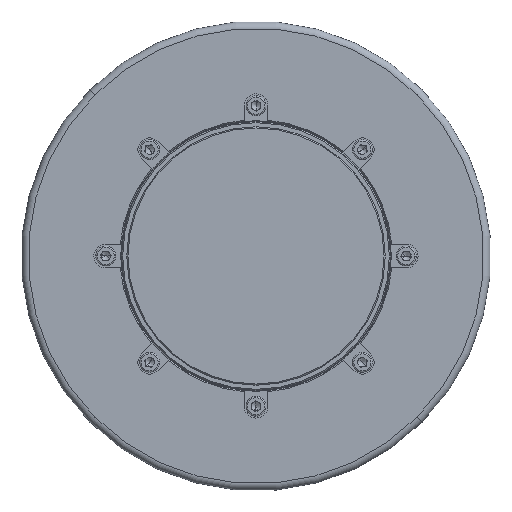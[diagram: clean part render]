
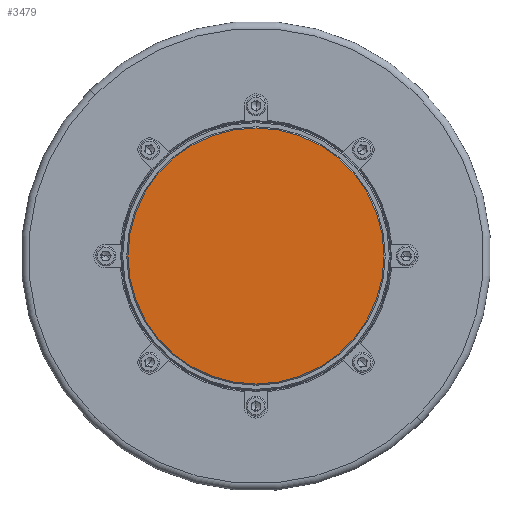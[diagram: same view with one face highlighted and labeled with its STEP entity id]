
A CAD part, left-side view. The second image highlights one B-rep face of the part: STEP entity #3479.
In plain terms, the highlighted planar face has unit normal (-1, 0, 0).
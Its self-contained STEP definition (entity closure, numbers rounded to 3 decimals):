
#697 = EDGE_CURVE ( 'NONE', #6855, #11909, #3852, .T. ) ;
#1104 = DIRECTION ( 'NONE',  ( 1., 0., 0. ) ) ;
#2136 = CARTESIAN_POINT ( 'NONE',  ( 0., 0., 0. ) ) ;
#2774 = AXIS2_PLACEMENT_3D ( 'NONE', #5776, #10517, #8271 ) ;
#3479 = ADVANCED_FACE ( 'NONE', ( #9385 ), #11502, .T. ) ;
#3852 = CIRCLE ( 'NONE', #10665, 54.5 ) ;
#4399 = CARTESIAN_POINT ( 'NONE',  ( 0., 0., -54.5 ) ) ;
#4836 = DIRECTION ( 'NONE',  ( 0., 0., -1. ) ) ;
#5551 = ORIENTED_EDGE ( 'NONE', *, *, #697, .F. ) ;
#5673 = EDGE_LOOP ( 'NONE', ( #10797, #5551 ) ) ;
#5686 = DIRECTION ( 'NONE',  ( -1., 0., 0. ) ) ;
#5776 = CARTESIAN_POINT ( 'NONE',  ( 0., 0., 0. ) ) ;
#6855 = VERTEX_POINT ( 'NONE', #7227 ) ;
#7227 = CARTESIAN_POINT ( 'NONE',  ( 0., 0., 54.5 ) ) ;
#7787 = DIRECTION ( 'NONE',  ( 0., 0., 1. ) ) ;
#8271 = DIRECTION ( 'NONE',  ( 0., 0., -1. ) ) ;
#8331 = AXIS2_PLACEMENT_3D ( 'NONE', #2136, #5686, #7787 ) ;
#9385 = FACE_OUTER_BOUND ( 'NONE', #5673, .T. ) ;
#9448 = EDGE_CURVE ( 'NONE', #11909, #6855, #10182, .T. ) ;
#9452 = CARTESIAN_POINT ( 'NONE',  ( 0., 0., 0. ) ) ;
#10182 = CIRCLE ( 'NONE', #2774, 54.5 ) ;
#10517 = DIRECTION ( 'NONE',  ( 1., 0., 0. ) ) ;
#10665 = AXIS2_PLACEMENT_3D ( 'NONE', #9452, #1104, #4836 ) ;
#10797 = ORIENTED_EDGE ( 'NONE', *, *, #9448, .F. ) ;
#11502 = PLANE ( 'NONE',  #8331 ) ;
#11909 = VERTEX_POINT ( 'NONE', #4399 ) ;
